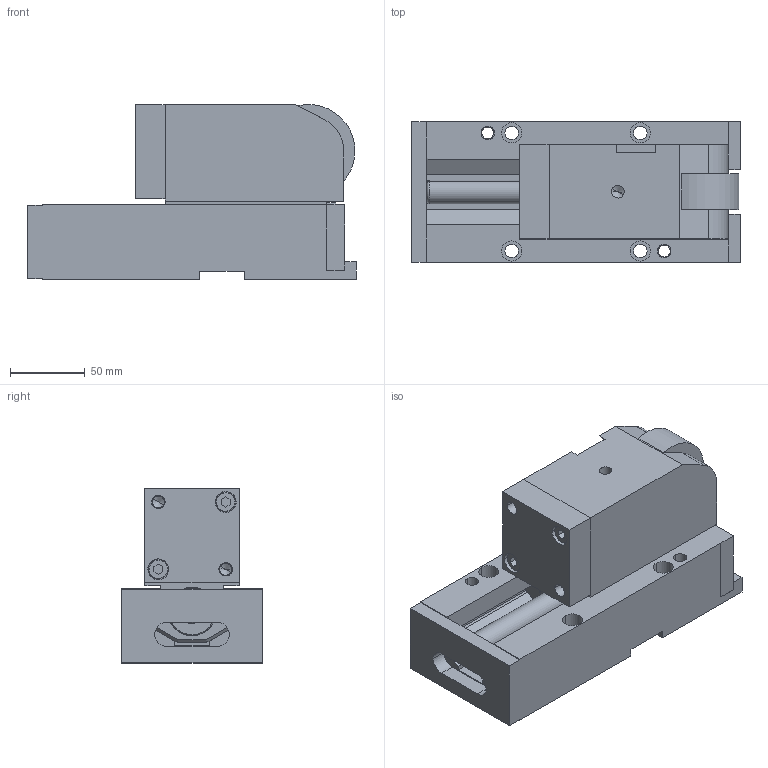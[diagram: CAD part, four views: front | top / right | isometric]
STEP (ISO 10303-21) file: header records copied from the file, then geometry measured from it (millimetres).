
FILE_DESCRIPTION(('CATIA V5 STEP Exchange'),'2;1');
FILE_NAME('CRCN_03000_80.stp','2014-10-24T14:16:36+00:00',('none'),('none'),'CATIA Version 5 Release 19 SP 2 (IN-10)','CATIA V5 STEP AP203','none');
FILE_SCHEMA(('CONFIG_CONTROL_DESIGN'));
Length unit declared in the file: millimetre
Products named in the file (1): CRCN-03000-80
Bounding box: 220 x 94 x 117 mm (x, y, z)
Volume: 1354281.3 mm3; surface area: 197323 mm2
Topology: 3 solids, 7 shells, 267 faces, 670 edges, 427 vertices
Faces by surface type: plane 155, cylinder 81, cone 24, torus 7
Entity records: 7972 total; most frequent: CARTESIAN_POINT 1835, ORIENTED_EDGE 1312, DIRECTION 1070, EDGE_CURVE 656, VECTOR 457, LINE 457, VERTEX_POINT 427, AXIS2_PLACEMENT_3D 392
